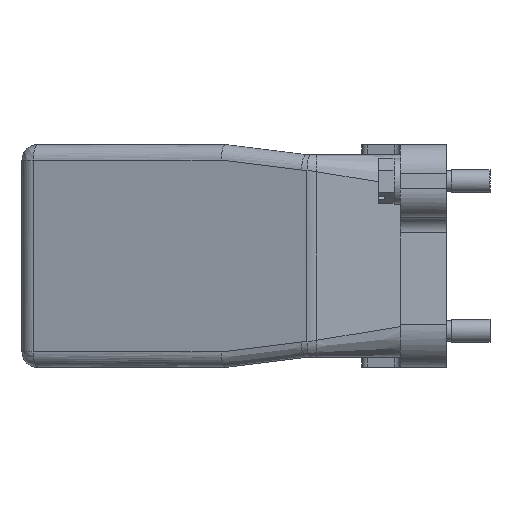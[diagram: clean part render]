
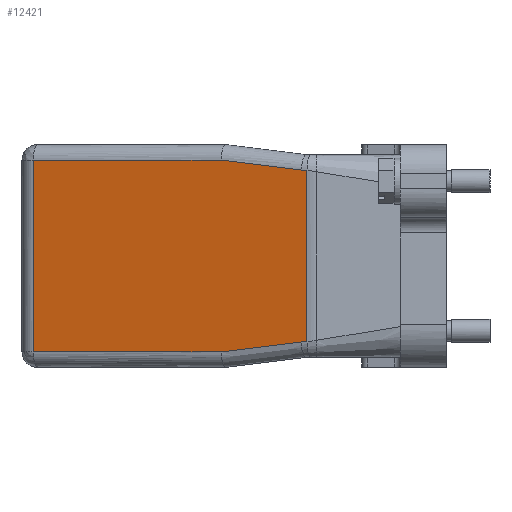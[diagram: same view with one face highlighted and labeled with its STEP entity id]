
A CAD part, left-side view. The second image highlights one B-rep face of the part: STEP entity #12421.
In plain terms, the highlighted free-form (B-spline) face has degree [1, 1] with [2, 2] control points.
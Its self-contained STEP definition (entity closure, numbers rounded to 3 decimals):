
#12276=CARTESIAN_POINT('V522',(-61.159,
   18.272,-22.365));
#12277=VERTEX_POINT('V522',#12276);
#12300=CARTESIAN_POINT('V525',(-61.159,
   18.272,22.364));
#12301=VERTEX_POINT('V525',#12300);
#12323=CARTESIAN_POINT('E694',(-61.159,
   18.272,22.364));
#12324=CARTESIAN_POINT('E694',(-61.159,
   18.272,-22.365));
#12325=B_SPLINE_CURVE_WITH_KNOTS('E694',1,(#12323,#12324),
   .POLYLINE_FORM.,.F.,.U.,(2,2),(0.076,
   0.924),.UNSPECIFIED.);
#12326=EDGE_CURVE('E694',#12301,#12277,#12325,.T.);
#12331=CARTESIAN_POINT('F237',(-42.038,
   89.632,-29.1));
#12332=CARTESIAN_POINT('F237',(-61.185,
   18.175,-29.1));
#12333=CARTESIAN_POINT('F237',(-42.038,
   89.632,29.1));
#12334=CARTESIAN_POINT('F237',(-61.185,
   18.175,29.1));
#12335=B_SPLINE_SURFACE_WITH_KNOTS('F237',1,1,((#12331,#12333),(
   #12332,#12334)),.PLANE_SURF.,.F.,.F.,.U.,(2,2),(2,2),(0.0,
   1.271),(0.0,1.0),.UNSPECIFIED.);
#12336=CARTESIAN_POINT('V375',(-42.064,
   89.535,-25.));
#12337=VERTEX_POINT('V375',#12336);
#12338=CARTESIAN_POINT('V575',(-55.167,
   40.636,-25.));
#12339=VERTEX_POINT('V575',#12338);
#12340=CARTESIAN_POINT('E792',(-42.064,
   89.535,-25.));
#12341=CARTESIAN_POINT('E792',(-55.167,
   40.636,-25.));
#12342=B_SPLINE_CURVE_WITH_KNOTS('E792',1,(#12340,#12341),
   .POLYLINE_FORM.,.F.,.U.,(2,2),(2.038,
   10.095),.UNSPECIFIED.);
#12343=EDGE_CURVE('E792',#12337,#12339,#12342,.T.);
#12344=ORIENTED_EDGE('E792',*,*,#12343,.T.);
#12345=CARTESIAN_POINT('V576',(-60.754,
   19.784,-22.4));
#12346=VERTEX_POINT('V576',#12345);
#12347=CARTESIAN_POINT('E793',(-55.167,
   40.636,-25.));
#12348=CARTESIAN_POINT('E793',(-60.754,
   19.784,-22.4));
#12349=B_SPLINE_CURVE_WITH_KNOTS('E793',1,(#12347,#12348),
   .POLYLINE_FORM.,.F.,.U.,(2,2),(2.0,5.392),
   .UNSPECIFIED.);
#12350=EDGE_CURVE('E793',#12339,#12346,#12349,.T.);
#12351=ORIENTED_EDGE('E793',*,*,#12350,.T.);
#12352=CARTESIAN_POINT('E794',(-60.754,
   19.784,-22.4));
#12353=CARTESIAN_POINT('E794',(-60.84,
   19.464,-22.4));
#12354=CARTESIAN_POINT('E794',(-60.926,
   19.143,-22.4));
#12355=CARTESIAN_POINT('E794',(-61.045,
   18.699,-22.4));
#12356=CARTESIAN_POINT('E794',(-61.078,
   18.576,-22.398));
#12357=CARTESIAN_POINT('E794',(-61.142,
   18.335,-22.394));
#12358=CARTESIAN_POINT('E794',(-61.131,
   18.378,-22.401));
#12359=CARTESIAN_POINT('E794',(-61.159,
   18.272,-22.365));
#12360=B_SPLINE_CURVE_WITH_KNOTS('E794',3,(#12352,#12353,#12354,
   #12355,#12356,#12357,#12358,#12359),.UNSPECIFIED.,.F.,.U.,(4,2,2,
   4),(2.0,2.571,2.792,3.0),.UNSPECIFIED.
   );
#12361=EDGE_CURVE('E794',#12346,#12277,#12360,.T.);
#12362=ORIENTED_EDGE('E794',*,*,#12361,.T.);
#12363=ORIENTED_EDGE('F202',*,*,#12326,.F.);
#12364=CARTESIAN_POINT('V577',(-60.754,
   19.784,22.4));
#12365=VERTEX_POINT('V577',#12364);
#12366=CARTESIAN_POINT('E795',(-61.159,
   18.272,22.364));
#12367=CARTESIAN_POINT('E795',(-61.152,
   18.3,22.369));
#12368=CARTESIAN_POINT('E795',(-61.144,
   18.33,22.37));
#12369=CARTESIAN_POINT('E795',(-61.131,
   18.376,22.372));
#12370=CARTESIAN_POINT('E795',(-61.127,
   18.392,22.373));
#12371=CARTESIAN_POINT('E795',(-61.121,
   18.414,22.374));
#12372=CARTESIAN_POINT('E795',(-61.12,
   18.42,22.375));
#12373=CARTESIAN_POINT('E795',(-61.116,
   18.433,22.376));
#12374=CARTESIAN_POINT('E795',(-61.121,
   18.414,22.381));
#12375=CARTESIAN_POINT('E795',(-61.116,
   18.432,22.379));
#12376=CARTESIAN_POINT('E795',(-61.13,
   18.38,22.383));
#12377=CARTESIAN_POINT('E795',(-61.119,
   18.422,22.381));
#12378=CARTESIAN_POINT('E795',(-61.16,
   18.267,22.388));
#12379=CARTESIAN_POINT('E795',(-61.143,
   18.334,22.392));
#12380=CARTESIAN_POINT('E795',(-61.133,
   18.37,22.393));
#12381=CARTESIAN_POINT('E795',(-61.108,
   18.463,22.394));
#12382=CARTESIAN_POINT('E795',(-61.093,
   18.519,22.395));
#12383=CARTESIAN_POINT('E795',(-61.059,
   18.647,22.397));
#12384=CARTESIAN_POINT('E795',(-61.04,
   18.718,22.4));
#12385=CARTESIAN_POINT('E795',(-60.972,
   18.971,22.4));
#12386=CARTESIAN_POINT('E795',(-60.923,
   19.153,22.4));
#12387=CARTESIAN_POINT('E795',(-60.855,
   19.408,22.4));
#12388=CARTESIAN_POINT('E795',(-60.815,
   19.557,22.4));
#12389=CARTESIAN_POINT('E795',(-60.775,
   19.706,22.4));
#12390=CARTESIAN_POINT('E795',(-60.754,
   19.784,22.4));
#12391=B_SPLINE_CURVE_WITH_KNOTS('E795',3,(#12366,#12367,#12368,
   #12369,#12370,#12371,#12372,#12373,#12374,#12375,#12376,#12377,
   #12378,#12379,#12380,#12381,#12382,#12383,#12384,#12385,#12386,
   #12387,#12388,#12389,#12390),.UNSPECIFIED.,.F.,.U.,(4,2,2,2,2,2,
   2,2,2,2,2,1,4),(2.0,2.05,2.077,
   2.086,2.099,2.116,
   2.169,2.229,2.324,
   2.443,2.749,2.87,3.0),
   .UNSPECIFIED.);
#12392=EDGE_CURVE('E795',#12301,#12365,#12391,.T.);
#12393=ORIENTED_EDGE('E795',*,*,#12392,.T.);
#12394=CARTESIAN_POINT('V578',(-55.167,
   40.636,25.));
#12395=VERTEX_POINT('V578',#12394);
#12396=CARTESIAN_POINT('E796',(-60.754,
   19.784,22.4));
#12397=CARTESIAN_POINT('E796',(-60.732,
   19.866,22.41));
#12398=CARTESIAN_POINT('E796',(-60.71,
   19.948,22.42));
#12399=CARTESIAN_POINT('E796',(-58.848,
   26.899,23.287));
#12400=CARTESIAN_POINT('E796',(-57.007,
   33.767,24.144));
#12401=CARTESIAN_POINT('E796',(-55.167,
   40.636,25.));
#12402=B_SPLINE_CURVE_WITH_KNOTS('E796',3,(#12396,#12397,#12398,
   #12399,#12400,#12401),.UNSPECIFIED.,.F.,.U.,(4,2,4),(
   2.04,2.08,5.432),
   .UNSPECIFIED.);
#12403=EDGE_CURVE('E796',#12365,#12395,#12402,.T.);
#12404=ORIENTED_EDGE('E796',*,*,#12403,.T.);
#12405=CARTESIAN_POINT('V376',(-42.064,
   89.535,25.));
#12406=VERTEX_POINT('V376',#12405);
#12407=CARTESIAN_POINT('E797',(-55.167,
   40.636,25.));
#12408=CARTESIAN_POINT('E797',(-50.799,
   56.936,25.));
#12409=CARTESIAN_POINT('E797',(-46.432,
   73.236,25.));
#12410=CARTESIAN_POINT('E797',(-42.064,
   89.535,25.));
#12411=B_SPLINE_CURVE_WITH_KNOTS('E797',3,(#12407,#12408,#12409,
   #12410),.UNSPECIFIED.,.F.,.U.,(4,4),(2.0,10.057),
   .UNSPECIFIED.);
#12412=EDGE_CURVE('E797',#12395,#12406,#12411,.T.);
#12413=ORIENTED_EDGE('E797',*,*,#12412,.T.);
#12414=CARTESIAN_POINT('E481',(-42.064,
   89.535,25.));
#12415=CARTESIAN_POINT('E481',(-42.064,
   89.535,-25.));
#12416=B_SPLINE_CURVE_WITH_KNOTS('E481',1,(#12414,#12415),
   .POLYLINE_FORM.,.F.,.U.,(2,2),(0.069,
   0.931),.UNSPECIFIED.);
#12417=EDGE_CURVE('E481',#12406,#12337,#12416,.T.);
#12418=ORIENTED_EDGE('E481',*,*,#12417,.T.);
#12419=EDGE_LOOP('F237',(#12344,#12351,#12362,#12363,#12393,#12404,
   #12413,#12418));
#12420=FACE_OUTER_BOUND('F237',#12419,.T.);
#12421=ADVANCED_FACE('F237',(#12420),#12335,.T.);
